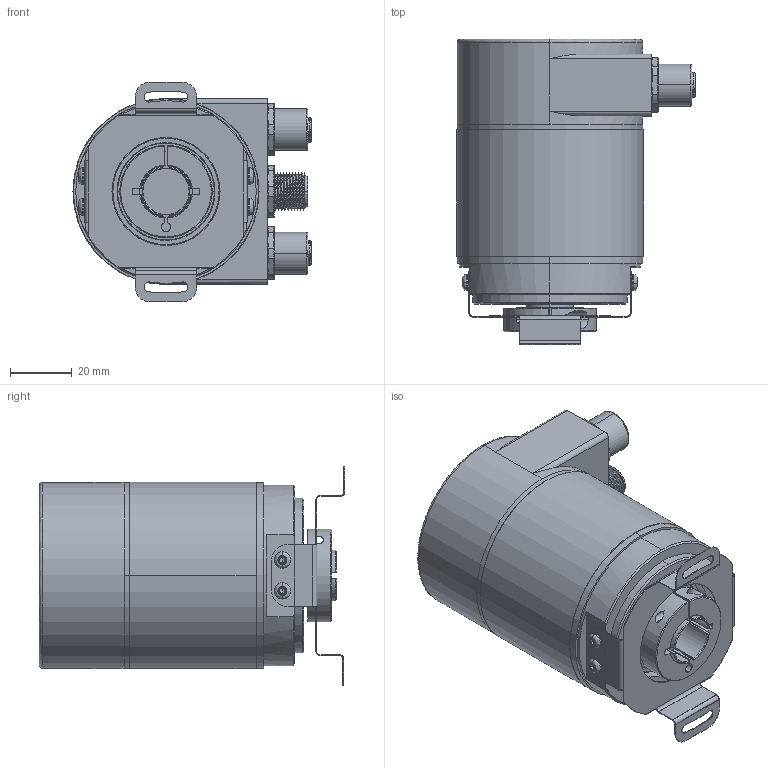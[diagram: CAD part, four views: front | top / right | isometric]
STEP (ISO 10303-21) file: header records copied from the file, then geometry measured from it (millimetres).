
FILE_DESCRIPTION (( 'STEP AP203' ), '1' );
FILE_NAME ('M083_MHK515_PNET-ETIP.STEP', '2018-07-25T12:02:23', ( '' ), ( '' ), 'SwSTEP 2.0', 'SolidWorks 2016', '' );
FILE_SCHEMA (( 'CONFIG_CONTROL_DESIGN' ));
Length unit declared in the file: millimetre
Products named in the file (1): M083_MHK515_PNET-ETIP
Bounding box: 77.15 x 98.98 x 71.24 mm (x, y, z)
Surface area: 40011.5 mm2 (no closed solid volume)
Topology: 0 solids, 37 shells, 674 faces, 2061 edges, 1402 vertices
Faces by surface type: cylinder 251, cone 177, plane 174, bspline 63, torus 9
Entity records: 29299 total; most frequent: CARTESIAN_POINT 11818, DIRECTION 3607, ORIENTED_EDGE 3440, EDGE_CURVE 2034, AXIS2_PLACEMENT_3D 1467, VERTEX_POINT 1402, CIRCLE 855, EDGE_LOOP 744
